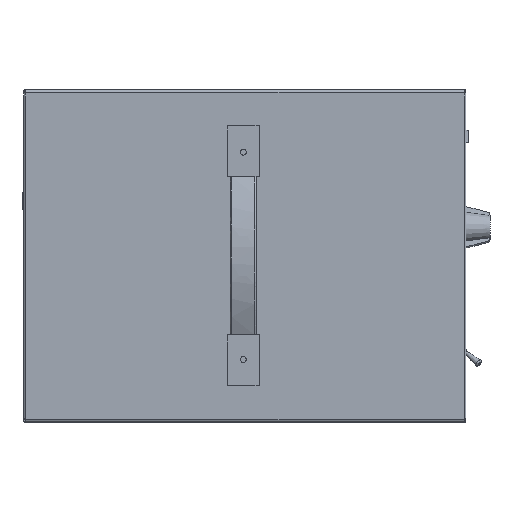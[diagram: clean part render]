
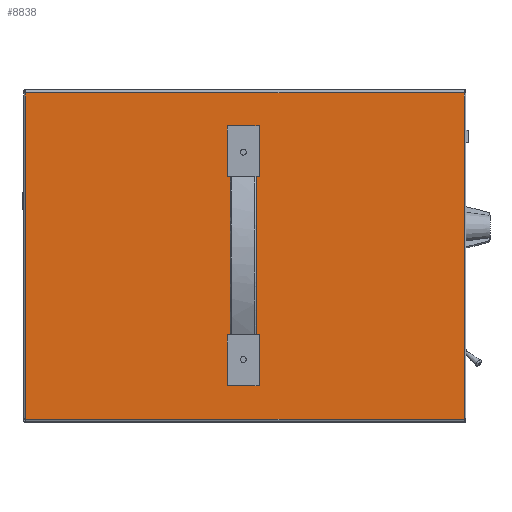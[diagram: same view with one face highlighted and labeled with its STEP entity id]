
A CAD part, top view. The second image highlights one B-rep face of the part: STEP entity #8838.
In plain terms, the highlighted face is planar.
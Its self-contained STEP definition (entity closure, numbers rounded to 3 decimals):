
#1593=FACE_BOUND('',#15218,.T.);
#1594=FACE_BOUND('',#15219,.T.);
#1595=FACE_BOUND('',#15220,.T.);
#1596=FACE_BOUND('',#15221,.T.);
#1597=FACE_BOUND('',#15222,.T.);
#8838=ADVANCED_FACE('NONE',(#1593,#1594,#1595,#1596,#1597),#10168,.F.);
#10168=PLANE('',#53537);
#15218=EDGE_LOOP('',(#28676,#28677,#28678,#28679,#28680,#28681,#28682,#28683));
#15219=EDGE_LOOP('',(#28684,#28685,#28686,#28687));
#15220=EDGE_LOOP('',(#28688,#28689));
#15221=EDGE_LOOP('',(#28690,#28691));
#15222=EDGE_LOOP('',(#28692,#28693,#28694,#28695));
#16663=CIRCLE('',#50329,2.);
#16665=CIRCLE('',#50332,2.);
#19009=CIRCLE('',#53535,2.);
#19010=CIRCLE('',#53536,2.);
#28676=ORIENTED_EDGE('',*,*,#42363,.T.);
#28677=ORIENTED_EDGE('',*,*,#41199,.T.);
#28678=ORIENTED_EDGE('',*,*,#41182,.T.);
#28679=ORIENTED_EDGE('',*,*,#42364,.T.);
#28680=ORIENTED_EDGE('',*,*,#42365,.T.);
#28681=ORIENTED_EDGE('',*,*,#41265,.T.);
#28682=ORIENTED_EDGE('',*,*,#41248,.T.);
#28683=ORIENTED_EDGE('',*,*,#42366,.T.);
#28684=ORIENTED_EDGE('',*,*,#38223,.F.);
#28685=ORIENTED_EDGE('',*,*,#38233,.F.);
#28686=ORIENTED_EDGE('',*,*,#38230,.F.);
#28687=ORIENTED_EDGE('',*,*,#38227,.F.);
#28688=ORIENTED_EDGE('',*,*,#38222,.F.);
#28689=ORIENTED_EDGE('',*,*,#42367,.F.);
#28690=ORIENTED_EDGE('',*,*,#38218,.F.);
#28691=ORIENTED_EDGE('',*,*,#42368,.F.);
#28692=ORIENTED_EDGE('',*,*,#38203,.F.);
#28693=ORIENTED_EDGE('',*,*,#38213,.F.);
#28694=ORIENTED_EDGE('',*,*,#38210,.F.);
#28695=ORIENTED_EDGE('',*,*,#38207,.F.);
#33391=VERTEX_POINT('',#74066);
#33392=VERTEX_POINT('',#74067);
#33395=VERTEX_POINT('',#74075);
#33397=VERTEX_POINT('',#74081);
#33400=VERTEX_POINT('',#74091);
#33402=VERTEX_POINT('',#74095);
#33404=VERTEX_POINT('',#74100);
#33406=VERTEX_POINT('',#74104);
#33407=VERTEX_POINT('',#74108);
#33408=VERTEX_POINT('',#74109);
#33411=VERTEX_POINT('',#74117);
#33413=VERTEX_POINT('',#74123);
#36093=VERTEX_POINT('',#80565);
#36094=VERTEX_POINT('',#80566);
#36102=VERTEX_POINT('',#80599);
#36133=VERTEX_POINT('',#80700);
#36134=VERTEX_POINT('',#80701);
#36142=VERTEX_POINT('',#80734);
#36149=VERTEX_POINT('',#81848);
#36150=VERTEX_POINT('',#81850);
#38203=EDGE_CURVE('NONE',#33391,#33392,#43978,.T.);
#38207=EDGE_CURVE('NONE',#33392,#33395,#43982,.T.);
#38210=EDGE_CURVE('NONE',#33395,#33397,#43985,.T.);
#38213=EDGE_CURVE('NONE',#33397,#33391,#43988,.T.);
#38218=EDGE_CURVE('NONE',#33402,#33400,#16663,.T.);
#38222=EDGE_CURVE('NONE',#33406,#33404,#16665,.T.);
#38223=EDGE_CURVE('NONE',#33407,#33408,#43994,.T.);
#38227=EDGE_CURVE('NONE',#33408,#33411,#43998,.T.);
#38230=EDGE_CURVE('NONE',#33411,#33413,#44001,.T.);
#38233=EDGE_CURVE('NONE',#33413,#33407,#44004,.T.);
#41182=EDGE_CURVE('NONE',#36093,#36094,#45703,.T.);
#41199=EDGE_CURVE('NONE',#36102,#36093,#45718,.T.);
#41248=EDGE_CURVE('NONE',#36133,#36134,#45757,.T.);
#41265=EDGE_CURVE('NONE',#36142,#36133,#45772,.T.);
#42363=EDGE_CURVE('NONE',#36149,#36102,#45791,.T.);
#42364=EDGE_CURVE('NONE',#36094,#36150,#45792,.T.);
#42365=EDGE_CURVE('NONE',#36150,#36142,#45793,.T.);
#42366=EDGE_CURVE('NONE',#36134,#36149,#45794,.T.);
#42367=EDGE_CURVE('NONE',#33404,#33406,#19009,.T.);
#42368=EDGE_CURVE('NONE',#33400,#33402,#19010,.T.);
#43978=LINE('',#74065,#46992);
#43982=LINE('',#74074,#46996);
#43985=LINE('',#74080,#46999);
#43988=LINE('',#74086,#47002);
#43994=LINE('',#74107,#47008);
#43998=LINE('',#74116,#47012);
#44001=LINE('',#74122,#47015);
#44004=LINE('',#74128,#47018);
#45703=LINE('',#80564,#48717);
#45718=LINE('',#80598,#48732);
#45757=LINE('',#80699,#48771);
#45772=LINE('',#80733,#48786);
#45791=LINE('',#81847,#48805);
#45792=LINE('',#81849,#48806);
#45793=LINE('',#81851,#48807);
#45794=LINE('',#81852,#48808);
#46992=VECTOR('',#57996,1.);
#46996=VECTOR('',#58002,1.);
#46999=VECTOR('',#58007,1.);
#47002=VECTOR('',#58012,1.);
#47008=VECTOR('',#58032,1.);
#47012=VECTOR('',#58038,1.);
#47015=VECTOR('',#58043,1.);
#47018=VECTOR('',#58048,1.);
#48717=VECTOR('',#63865,1.);
#48732=VECTOR('',#63900,1.);
#48771=VECTOR('',#64001,1.);
#48786=VECTOR('',#64036,1.);
#48805=VECTOR('',#66231,1.);
#48806=VECTOR('',#66232,1.);
#48807=VECTOR('',#66233,1.);
#48808=VECTOR('',#66234,1.);
#50329=AXIS2_PLACEMENT_3D('',#74096,#58020,#58021);
#50332=AXIS2_PLACEMENT_3D('',#74105,#58028,#58029);
#53535=AXIS2_PLACEMENT_3D('',#81853,#66235,#66236);
#53536=AXIS2_PLACEMENT_3D('',#81854,#66237,#66238);
#53537=AXIS2_PLACEMENT_3D('',#81855,#66239,#66240);
#57996=DIRECTION('',(0.,-1.,0.));
#58002=DIRECTION('',(-1.,0.,0.));
#58007=DIRECTION('',(0.,1.,0.));
#58012=DIRECTION('',(1.,0.,0.));
#58020=DIRECTION('',(0.,0.,-1.));
#58021=DIRECTION('',(-1.,0.,0.));
#58028=DIRECTION('',(0.,0.,-1.));
#58029=DIRECTION('',(-1.,0.,0.));
#58032=DIRECTION('',(0.,-1.,0.));
#58038=DIRECTION('',(-1.,0.,0.));
#58043=DIRECTION('',(0.,1.,0.));
#58048=DIRECTION('',(1.,0.,0.));
#63865=DIRECTION('',(1.,0.,0.));
#63900=DIRECTION('',(1.,0.,0.));
#64001=DIRECTION('',(-1.,0.,0.));
#64036=DIRECTION('',(-1.,0.,0.));
#66231=DIRECTION('',(0.,1.,0.));
#66232=DIRECTION('',(1.,0.,0.));
#66233=DIRECTION('',(0.,-1.,0.));
#66234=DIRECTION('',(-1.,0.,0.));
#66235=DIRECTION('',(0.,0.,-1.));
#66236=DIRECTION('',(-1.,0.,0.));
#66237=DIRECTION('',(0.,0.,-1.));
#66238=DIRECTION('',(-1.,0.,0.));
#66239=DIRECTION('',(0.,0.,1.));
#66240=DIRECTION('',(1.,0.,0.));
#74065=CARTESIAN_POINT('',(-83.5,5.05,-1.));
#74066=CARTESIAN_POINT('',(-83.5,5.05,-1.));
#74067=CARTESIAN_POINT('',(-83.5,-2.95,-1.));
#74074=CARTESIAN_POINT('',(-85.5,-2.95,-1.));
#74075=CARTESIAN_POINT('',(-85.5,-2.95,-1.));
#74080=CARTESIAN_POINT('',(-85.5,5.05,-1.));
#74081=CARTESIAN_POINT('',(-85.5,5.05,-1.));
#74086=CARTESIAN_POINT('',(-85.5,5.05,-1.));
#74091=CARTESIAN_POINT('',(70.5,1.05,-1.));
#74095=CARTESIAN_POINT('',(66.5,1.05,-1.));
#74096=CARTESIAN_POINT('',(68.5,1.05,-1.));
#74100=CARTESIAN_POINT('',(-66.5,1.05,-1.));
#74104=CARTESIAN_POINT('',(-70.5,1.05,-1.));
#74105=CARTESIAN_POINT('',(-68.5,1.05,-1.));
#74107=CARTESIAN_POINT('',(85.5,5.05,-1.));
#74108=CARTESIAN_POINT('',(85.5,5.05,-1.));
#74109=CARTESIAN_POINT('',(85.5,-2.95,-1.));
#74116=CARTESIAN_POINT('',(85.5,-2.95,-1.));
#74117=CARTESIAN_POINT('',(83.5,-2.95,-1.));
#74122=CARTESIAN_POINT('',(83.5,5.05,-1.));
#74123=CARTESIAN_POINT('',(83.5,5.05,-1.));
#74128=CARTESIAN_POINT('',(85.5,5.05,-1.));
#80564=CARTESIAN_POINT('',(-107.522,144.95,-1.));
#80565=CARTESIAN_POINT('',(-107.522,144.95,-1.));
#80566=CARTESIAN_POINT('',(107.522,144.95,-1.));
#80598=CARTESIAN_POINT('',(0.,144.95,-1.));
#80599=CARTESIAN_POINT('',(-107.822,144.95,-1.));
#80699=CARTESIAN_POINT('',(107.522,-144.95,-1.));
#80700=CARTESIAN_POINT('',(107.522,-144.95,-1.));
#80701=CARTESIAN_POINT('',(-107.522,-144.95,-1.));
#80733=CARTESIAN_POINT('',(0.,-144.95,-1.));
#80734=CARTESIAN_POINT('',(107.822,-144.95,-1.));
#81847=CARTESIAN_POINT('',(-107.822,0.,-1.));
#81848=CARTESIAN_POINT('',(-107.822,-144.95,-1.));
#81849=CARTESIAN_POINT('',(0.,144.95,-1.));
#81850=CARTESIAN_POINT('',(107.822,144.95,-1.));
#81851=CARTESIAN_POINT('',(107.822,0.,-1.));
#81852=CARTESIAN_POINT('',(0.,-144.95,-1.));
#81853=CARTESIAN_POINT('',(-68.5,1.05,-1.));
#81854=CARTESIAN_POINT('',(68.5,1.05,-1.));
#81855=CARTESIAN_POINT('',(0.,0.,-1.));
